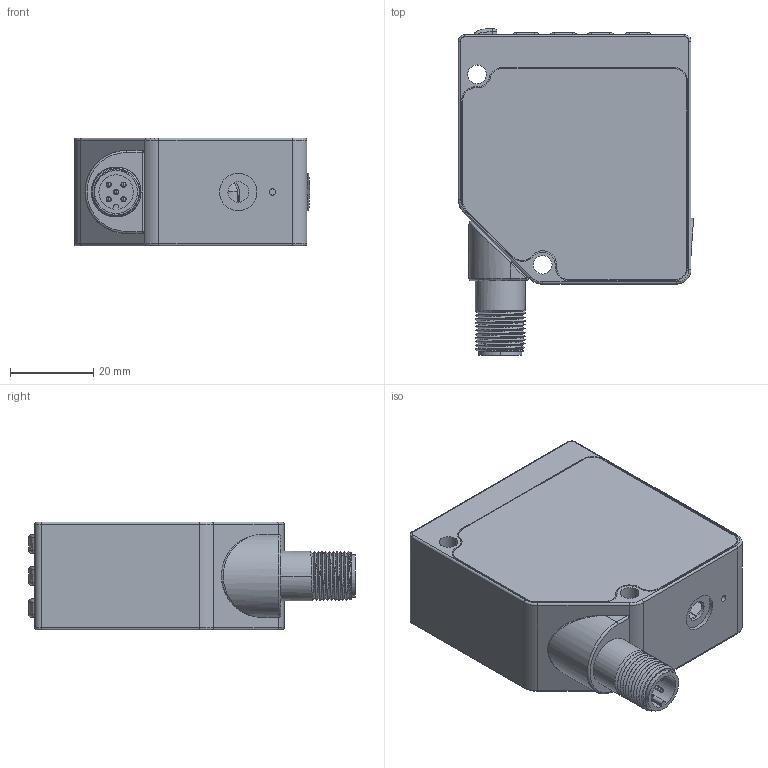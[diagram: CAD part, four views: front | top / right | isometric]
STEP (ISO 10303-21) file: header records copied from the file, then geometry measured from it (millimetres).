
FILE_DESCRIPTION((''),'2;1');
FILE_NAME('175733_ASM','2014-08-06T',('pdmadmin'),(''),'PRO/ENGINEER BY PARAMETRIC TECHNOLOGY CORPORATION, 2013230','PRO/ENGINEER BY PARAMETRIC TECHNOLOGY CORPORATION, 2013230','');
FILE_SCHEMA(('CONFIG_CONTROL_DESIGN'));
Products named in the file (25): 172151; 164914; 172162; 164919_ORING; 133396; 133394; 141342; 133399_ASM; 172162_ASM; 172158; 164133; LIF10; 164133_ASM; 172159; 173464; 166178; DWAMP_RTRI_SWITCH_KMR2; SMLEDC; SMDLED1; 166178_ASM; 164943_9MM_SPACE; 172161; 164940_MACHINED_ASM; 164916; 175733_ASM
Assembly tree (31 placements, depth 4):
  175733_ASM
    172151
    164914
    172162_ASM
      172162
      164919_ORING
      133399_ASM
        133396
        133394  x4
        141342
    164940_MACHINED_ASM
      172158
      164133_ASM
        164133
        LIF10
      172159
      173464
      166178_ASM
        166178
        DWAMP_RTRI_SWITCH_KMR2  x4
        SMLEDC  x2
        SMDLED1
      164943_9MM_SPACE
      172161
    164916
Bounding box: 56.63 x 78.66 x 26 mm (x, y, z)
Volume: 30193.6 mm3; surface area: 44677.4 mm2
Topology: 37 solids, 41 shells, 2243 faces, 5850 edges, 3778 vertices
Faces by surface type: plane 1237, cylinder 687, bspline 163, torus 59, cone 53, sphere 28, extrusion 10, revolution 6
Entity records: 68163 total; most frequent: CARTESIAN_POINT 19574, ORIENTED_EDGE 10236, DIRECTION 9675, EDGE_CURVE 5134, VECTOR 3379, LINE 3369, VERTEX_POINT 3364, AXIS2_PLACEMENT_3D 3145
